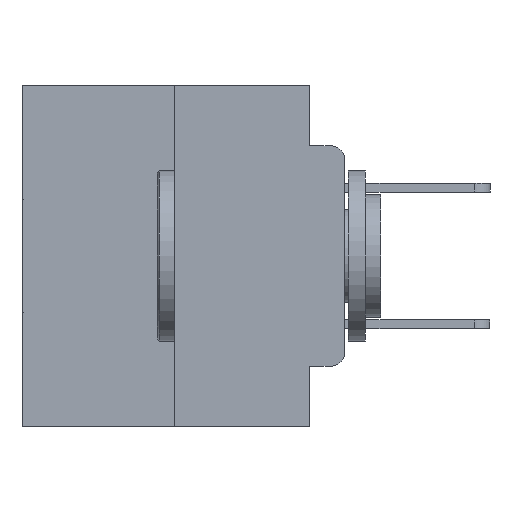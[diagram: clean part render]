
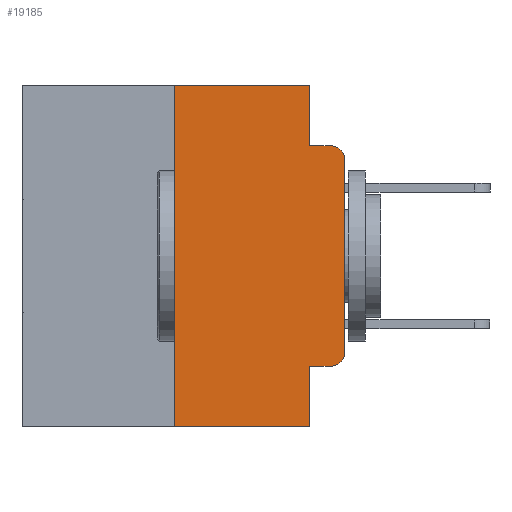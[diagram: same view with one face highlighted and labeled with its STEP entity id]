
A CAD part, left-side view. The second image highlights one B-rep face of the part: STEP entity #19185.
In plain terms, the highlighted planar face has unit normal (-1, 0, 0).
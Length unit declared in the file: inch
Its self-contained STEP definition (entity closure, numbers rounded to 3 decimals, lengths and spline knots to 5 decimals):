
#199 = VERTEX_POINT ( 'NONE', #6756 ) ;
#709 = VECTOR ( 'NONE', #15696, 39.37008 ) ;
#2012 = LINE ( 'NONE', #6125, #14721 ) ;
#2014 = EDGE_LOOP ( 'NONE', ( #24458, #9415, #26474, #21528, #16609, #22805, #18602, #2266, #3729, #5195 ) ) ;
#2041 = CARTESIAN_POINT ( 'NONE',  ( 0., 0.051, -0.4115 ) ) ;
#2266 = ORIENTED_EDGE ( 'NONE', *, *, #20505, .F. ) ;
#3236 = DIRECTION ( 'NONE',  ( -1., 0., 0. ) ) ;
#3279 = VECTOR ( 'NONE', #20983, 39.37008 ) ;
#3729 = ORIENTED_EDGE ( 'NONE', *, *, #19096, .T. ) ;
#3749 = EDGE_CURVE ( 'NONE', #8094, #4884, #14158, .T. ) ;
#4388 = CARTESIAN_POINT ( 'NONE',  ( 0., 0.02, -0.1085 ) ) ;
#4491 = LINE ( 'NONE', #25698, #8399 ) ;
#4884 = VERTEX_POINT ( 'NONE', #27953 ) ;
#5195 = ORIENTED_EDGE ( 'NONE', *, *, #16273, .T. ) ;
#5332 = EDGE_CURVE ( 'NONE', #23346, #8094, #12064, .T. ) ;
#5364 = VECTOR ( 'NONE', #20825, 39.37008 ) ;
#5391 = CARTESIAN_POINT ( 'NONE',  ( 0., 0.473, -0.5 ) ) ;
#5415 = CARTESIAN_POINT ( 'NONE',  ( 0., 0.02, -0.4115 ) ) ;
#6125 = CARTESIAN_POINT ( 'NONE',  ( 0., 0.473, 0. ) ) ;
#6200 = LINE ( 'NONE', #13527, #709 ) ;
#6756 = CARTESIAN_POINT ( 'NONE',  ( 0., 0.25, 0. ) ) ;
#6765 = DIRECTION ( 'NONE',  ( -1., 0., 0. ) ) ;
#6998 = VERTEX_POINT ( 'NONE', #2041 ) ;
#7106 = LINE ( 'NONE', #24814, #13047 ) ;
#7428 = AXIS2_PLACEMENT_3D ( 'NONE', #19815, #6765, #21882 ) ;
#8005 = DIRECTION ( 'NONE',  ( 1., 0., 0. ) ) ;
#8094 = VERTEX_POINT ( 'NONE', #10463 ) ;
#8399 = VECTOR ( 'NONE', #10821, 39.37008 ) ;
#9415 = ORIENTED_EDGE ( 'NONE', *, *, #3749, .T. ) ;
#10463 = CARTESIAN_POINT ( 'NONE',  ( 0., 0., -0.1085 ) ) ;
#10821 = DIRECTION ( 'NONE',  ( 0., 0., 1. ) ) ;
#10957 = FACE_OUTER_BOUND ( 'NONE', #2014, .T. ) ;
#10959 = CARTESIAN_POINT ( 'NONE',  ( 0., 0.051, -0.5 ) ) ;
#11506 = VERTEX_POINT ( 'NONE', #16865 ) ;
#12064 = LINE ( 'NONE', #13306, #5364 ) ;
#12492 = DIRECTION ( 'NONE',  ( 0., 0., -1. ) ) ;
#13047 = VECTOR ( 'NONE', #18505, 39.37008 ) ;
#13306 = CARTESIAN_POINT ( 'NONE',  ( 0., 0., 0. ) ) ;
#13476 = VECTOR ( 'NONE', #18501, 39.37008 ) ;
#13527 = CARTESIAN_POINT ( 'NONE',  ( 0., 0.051, 0. ) ) ;
#14111 = CARTESIAN_POINT ( 'NONE',  ( 0., 0.051, -0.0885 ) ) ;
#14158 = CIRCLE ( 'NONE', #22931, 0.02 ) ;
#14207 = CARTESIAN_POINT ( 'NONE',  ( 0., 0.051, -0.0885 ) ) ;
#14721 = VECTOR ( 'NONE', #21318, 39.37008 ) ;
#14758 = CARTESIAN_POINT ( 'NONE',  ( 0., 0., -0.3915 ) ) ;
#15188 = CIRCLE ( 'NONE', #7428, 0.02 ) ;
#15696 = DIRECTION ( 'NONE',  ( 0., 0., -1. ) ) ;
#15914 = VERTEX_POINT ( 'NONE', #5415 ) ;
#16273 = EDGE_CURVE ( 'NONE', #15914, #23346, #15188, .T. ) ;
#16423 = DIRECTION ( 'NONE',  ( 0., -1., 0. ) ) ;
#16609 = ORIENTED_EDGE ( 'NONE', *, *, #19285, .F. ) ;
#16742 = PLANE ( 'NONE',  #20026 ) ;
#16865 = CARTESIAN_POINT ( 'NONE',  ( 0., 0.25, -0.5 ) ) ;
#16872 = VERTEX_POINT ( 'NONE', #10959 ) ;
#17353 = CARTESIAN_POINT ( 'NONE',  ( 0., 0.051, 0. ) ) ;
#18501 = DIRECTION ( 'NONE',  ( 0., -1., 0. ) ) ;
#18505 = DIRECTION ( 'NONE',  ( 0., -1., 0. ) ) ;
#18602 = ORIENTED_EDGE ( 'NONE', *, *, #25066, .T. ) ;
#19096 = EDGE_CURVE ( 'NONE', #6998, #15914, #7106, .T. ) ;
#19151 = LINE ( 'NONE', #14111, #13476 ) ;
#19185 = ADVANCED_FACE ( 'NONE', ( #10957 ), #16742, .F. ) ;
#19285 = EDGE_CURVE ( 'NONE', #199, #24707, #2012, .T. ) ;
#19815 = CARTESIAN_POINT ( 'NONE',  ( 0., 0.02, -0.3915 ) ) ;
#20026 = AXIS2_PLACEMENT_3D ( 'NONE', #20959, #8005, #23023 ) ;
#20505 = EDGE_CURVE ( 'NONE', #6998, #16872, #20796, .T. ) ;
#20796 = LINE ( 'NONE', #23050, #3279 ) ;
#20825 = DIRECTION ( 'NONE',  ( 0., 0., 1. ) ) ;
#20959 = CARTESIAN_POINT ( 'NONE',  ( 0., 0.473, 0. ) ) ;
#20983 = DIRECTION ( 'NONE',  ( 0., 0., -1. ) ) ;
#21318 = DIRECTION ( 'NONE',  ( 0., -1., 0. ) ) ;
#21528 = ORIENTED_EDGE ( 'NONE', *, *, #26114, .F. ) ;
#21845 = LINE ( 'NONE', #5391, #27477 ) ;
#21882 = DIRECTION ( 'NONE',  ( 0., 0., -1. ) ) ;
#22805 = ORIENTED_EDGE ( 'NONE', *, *, #24705, .F. ) ;
#22931 = AXIS2_PLACEMENT_3D ( 'NONE', #4388, #3236, #12492 ) ;
#23023 = DIRECTION ( 'NONE',  ( 0., 0., -1. ) ) ;
#23050 = CARTESIAN_POINT ( 'NONE',  ( 0., 0.051, 0. ) ) ;
#23346 = VERTEX_POINT ( 'NONE', #14758 ) ;
#24458 = ORIENTED_EDGE ( 'NONE', *, *, #5332, .T. ) ;
#24705 = EDGE_CURVE ( 'NONE', #11506, #199, #4491, .T. ) ;
#24707 = VERTEX_POINT ( 'NONE', #17353 ) ;
#24814 = CARTESIAN_POINT ( 'NONE',  ( 0., 0.051, -0.4115 ) ) ;
#25066 = EDGE_CURVE ( 'NONE', #11506, #16872, #21845, .T. ) ;
#25698 = CARTESIAN_POINT ( 'NONE',  ( 0., 0.25, 0. ) ) ;
#26114 = EDGE_CURVE ( 'NONE', #24707, #27540, #6200, .T. ) ;
#26474 = ORIENTED_EDGE ( 'NONE', *, *, #27545, .F. ) ;
#27477 = VECTOR ( 'NONE', #16423, 39.37008 ) ;
#27540 = VERTEX_POINT ( 'NONE', #14207 ) ;
#27545 = EDGE_CURVE ( 'NONE', #27540, #4884, #19151, .T. ) ;
#27953 = CARTESIAN_POINT ( 'NONE',  ( 0., 0.02, -0.0885 ) ) ;
